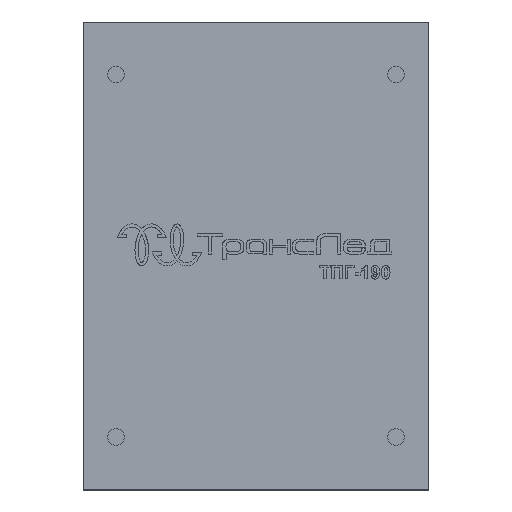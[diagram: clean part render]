
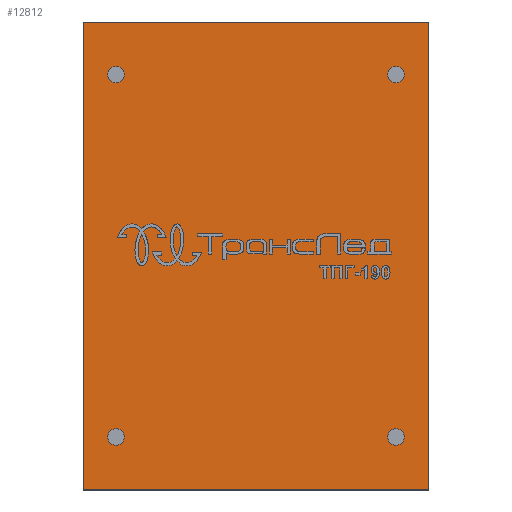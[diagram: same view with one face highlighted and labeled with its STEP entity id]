
A CAD part, top view. The second image highlights one B-rep face of the part: STEP entity #12812.
In plain terms, the highlighted planar face has unit normal (0, 0, 1).
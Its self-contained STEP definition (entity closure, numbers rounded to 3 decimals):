
#700=FACE_BOUND('',#1719,.T.);
#701=FACE_BOUND('',#1720,.T.);
#702=FACE_BOUND('',#1721,.T.);
#703=FACE_BOUND('',#1722,.T.);
#719=CIRCLE('',#13645,2.5);
#721=CIRCLE('',#13649,2.5);
#723=CIRCLE('',#13653,2.5);
#725=CIRCLE('',#13657,2.5);
#950=FACE_OUTER_BOUND('',#1718,.T.);
#1718=EDGE_LOOP('',(#8519,#8520,#8521,#8522));
#1719=EDGE_LOOP('',(#8523));
#1720=EDGE_LOOP('',(#8524));
#1721=EDGE_LOOP('',(#8525));
#1722=EDGE_LOOP('',(#8526));
#2506=LINE('',#17107,#3901);
#2509=LINE('',#17113,#3904);
#2512=LINE('',#17119,#3907);
#2515=LINE('',#17123,#3910);
#3901=VECTOR('',#14373,10.);
#3904=VECTOR('',#14378,10.);
#3907=VECTOR('',#14383,10.);
#3910=VECTOR('',#14388,10.);
#5286=VERTEX_POINT('',#17073);
#5288=VERTEX_POINT('',#17080);
#5290=VERTEX_POINT('',#17087);
#5292=VERTEX_POINT('',#17094);
#5296=VERTEX_POINT('',#17104);
#5297=VERTEX_POINT('',#17106);
#5299=VERTEX_POINT('',#17112);
#5301=VERTEX_POINT('',#17118);
#6564=EDGE_CURVE('',#5286,#5286,#719,.T.);
#6567=EDGE_CURVE('',#5288,#5288,#721,.T.);
#6570=EDGE_CURVE('',#5290,#5290,#723,.T.);
#6573=EDGE_CURVE('',#5292,#5292,#725,.T.);
#6578=EDGE_CURVE('',#5297,#5296,#2506,.T.);
#6581=EDGE_CURVE('',#5299,#5297,#2509,.T.);
#6584=EDGE_CURVE('',#5301,#5299,#2512,.T.);
#6587=EDGE_CURVE('',#5296,#5301,#2515,.T.);
#8519=ORIENTED_EDGE('',*,*,#6587,.T.);
#8520=ORIENTED_EDGE('',*,*,#6584,.T.);
#8521=ORIENTED_EDGE('',*,*,#6581,.T.);
#8522=ORIENTED_EDGE('',*,*,#6578,.T.);
#8523=ORIENTED_EDGE('',*,*,#6564,.T.);
#8524=ORIENTED_EDGE('',*,*,#6567,.T.);
#8525=ORIENTED_EDGE('',*,*,#6570,.T.);
#8526=ORIENTED_EDGE('',*,*,#6573,.T.);
#12298=PLANE('',#13664);
#12812=ADVANCED_FACE('',(#950,#700,#701,#702,#703),#12298,.T.);
#13645=AXIS2_PLACEMENT_3D('',#17074,#14335,#14336);
#13649=AXIS2_PLACEMENT_3D('',#17081,#14344,#14345);
#13653=AXIS2_PLACEMENT_3D('',#17088,#14353,#14354);
#13657=AXIS2_PLACEMENT_3D('',#17095,#14362,#14363);
#13664=AXIS2_PLACEMENT_3D('',#17124,#14389,#14390);
#14335=DIRECTION('center_axis',(0.,0.,-1.));
#14336=DIRECTION('ref_axis',(0.,-1.,0.));
#14344=DIRECTION('center_axis',(0.,0.,-1.));
#14345=DIRECTION('ref_axis',(0.,-1.,0.));
#14353=DIRECTION('center_axis',(0.,0.,-1.));
#14354=DIRECTION('ref_axis',(0.,-1.,0.));
#14362=DIRECTION('center_axis',(0.,0.,-1.));
#14363=DIRECTION('ref_axis',(0.,-1.,0.));
#14373=DIRECTION('',(-1.,0.,0.));
#14378=DIRECTION('',(0.,1.,0.));
#14383=DIRECTION('',(1.,0.,0.));
#14388=DIRECTION('',(0.,-1.,0.));
#14389=DIRECTION('center_axis',(0.,0.,1.));
#14390=DIRECTION('ref_axis',(0.,-1.,0.));
#17073=CARTESIAN_POINT('',(42.5,-52.5,65.));
#17074=CARTESIAN_POINT('Origin',(42.5,-55.,65.));
#17080=CARTESIAN_POINT('',(42.5,57.5,65.));
#17081=CARTESIAN_POINT('Origin',(42.5,55.,65.));
#17087=CARTESIAN_POINT('',(-42.5,-52.5,65.));
#17088=CARTESIAN_POINT('Origin',(-42.5,-55.,65.));
#17094=CARTESIAN_POINT('',(-42.5,57.5,65.));
#17095=CARTESIAN_POINT('Origin',(-42.5,55.,65.));
#17104=CARTESIAN_POINT('',(-52.5,71.,65.));
#17106=CARTESIAN_POINT('',(52.5,71.,65.));
#17107=CARTESIAN_POINT('',(-52.5,71.,65.));
#17112=CARTESIAN_POINT('',(52.5,-71.,65.));
#17113=CARTESIAN_POINT('',(52.5,71.,65.));
#17118=CARTESIAN_POINT('',(-52.5,-71.,65.));
#17119=CARTESIAN_POINT('',(52.5,-71.,65.));
#17123=CARTESIAN_POINT('',(-52.5,-71.,65.));
#17124=CARTESIAN_POINT('Origin',(0.,0.,65.));
